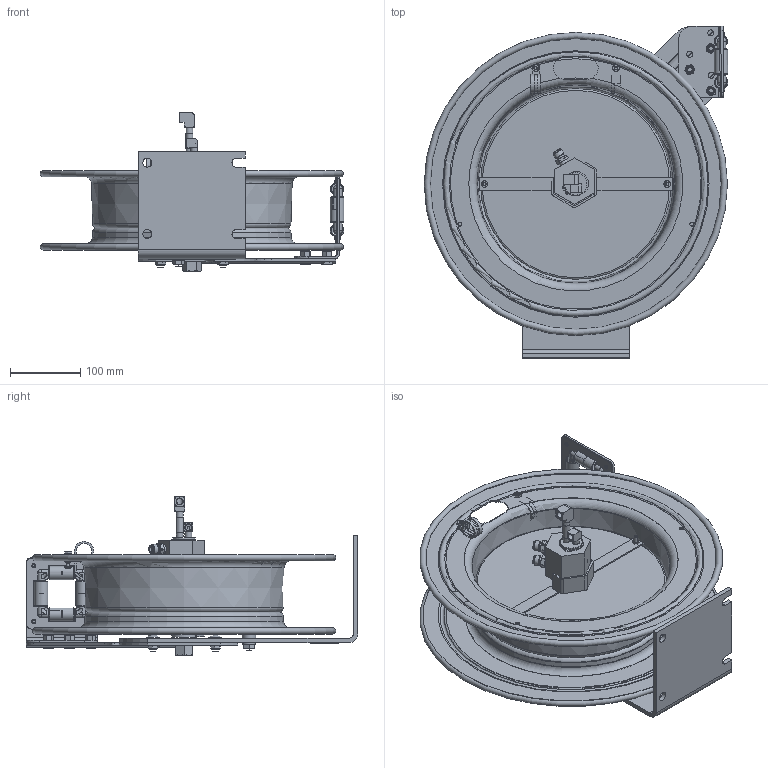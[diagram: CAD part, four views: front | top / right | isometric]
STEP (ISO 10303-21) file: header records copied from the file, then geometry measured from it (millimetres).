
FILE_DESCRIPTION((''),'2;1');
FILE_NAME('P-W-140_SHARED.stp','2011-12-12T09:06:24',('JKucera'),(''),'Autodesk Inventor 2012','Autodesk Inventor 2012','');
FILE_SCHEMA(('AUTOMOTIVE_DESIGN { 1 0 10303 214 1 1 1 1 }'));
Length unit declared in the file: inch
Products named in the file (1): P-W-140_SHARED
Bounding box: 432.32 x 472.76 x 226.44 mm (x, y, z)
Surface area: 1014508.5 mm2 (no closed solid volume)
Topology: 0 solids, 154 shells, 534 faces, 4242 edges, 3767 vertices
Faces by surface type: plane 319, cylinder 123, torus 41, cone 30, sphere 19, bspline 2
Full cylindrical faces by diameter (mm): 3.962 x1, 4.75 x1, 4.826 x6, 5.575 x1, 7.112 x2, 7.938 x2, 8.636 x3, 8.731 x4, 8.89 x3, 10.312 x1, 11.557 x4, 12.7 x2, 14.288 x2, 19.05 x5, 31.674 x1, 35.052 x1, 39.624 x1
Entity records: 41384 total; most frequent: CARTESIAN_POINT 12133, DIRECTION 4850, ORIENTED_EDGE 4732, EDGE_CURVE 4092, VERTEX_POINT 3724, VECTOR 2226, LINE 2226, AXIS2_PLACEMENT_3D 1312
